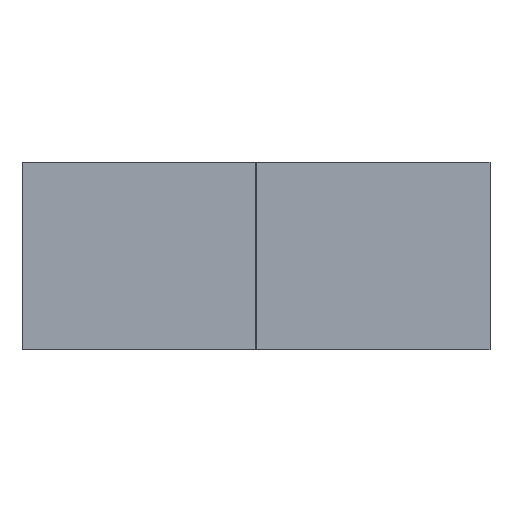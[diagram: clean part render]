
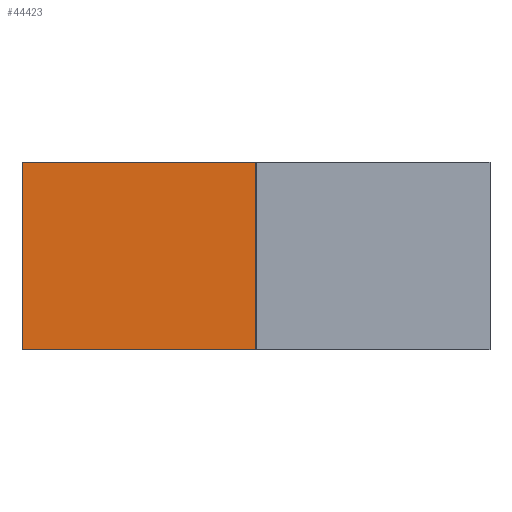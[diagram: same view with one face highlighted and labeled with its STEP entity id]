
A CAD part, top view. The second image highlights one B-rep face of the part: STEP entity #44423.
In plain terms, the highlighted planar face has unit normal (0, 0, 1).
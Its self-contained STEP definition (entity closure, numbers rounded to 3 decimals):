
#2568=FACE_OUTER_BOUND('',#4805,.T.);
#4805=EDGE_LOOP('',(#27767,#27768,#27769,#27770));
#7291=LINE('',#62580,#12150);
#7295=LINE('',#62589,#12154);
#7296=LINE('',#62590,#12155);
#7297=LINE('',#62591,#12156);
#12150=VECTOR('',#50369,10.);
#12154=VECTOR('',#50375,10.);
#12155=VECTOR('',#50376,10.);
#12156=VECTOR('',#50377,10.);
#17009=VERTEX_POINT('',#62578);
#17010=VERTEX_POINT('',#62579);
#17013=VERTEX_POINT('',#62587);
#17014=VERTEX_POINT('',#62588);
#21259=EDGE_CURVE('',#17009,#17010,#7291,.T.);
#21263=EDGE_CURVE('',#17013,#17014,#7295,.T.);
#21264=EDGE_CURVE('',#17010,#17013,#7296,.T.);
#21265=EDGE_CURVE('',#17014,#17009,#7297,.T.);
#27767=ORIENTED_EDGE('',*,*,#21263,.F.);
#27768=ORIENTED_EDGE('',*,*,#21264,.F.);
#27769=ORIENTED_EDGE('',*,*,#21259,.F.);
#27770=ORIENTED_EDGE('',*,*,#21265,.F.);
#40772=PLANE('',#46691);
#44423=ADVANCED_FACE('',(#2568),#40772,.T.);
#46691=AXIS2_PLACEMENT_3D('',#62586,#50373,#50374);
#50369=DIRECTION('',(0.,-1.,0.));
#50373=DIRECTION('center_axis',(0.,0.,
1.));
#50374=DIRECTION('ref_axis',(1.,0.,0.));
#50375=DIRECTION('',(0.,1.,0.));
#50376=DIRECTION('',(-1.,0.,0.));
#50377=DIRECTION('',(1.,0.,0.));
#62578=CARTESIAN_POINT('',(-2.5,265.,1.1));
#62579=CARTESIAN_POINT('',(-2.5,-265.,1.1));
#62580=CARTESIAN_POINT('',(-2.5,-265.,1.1));
#62586=CARTESIAN_POINT('Origin',(-331.25,0.,
1.1));
#62587=CARTESIAN_POINT('',(-660.,-265.,1.1));
#62588=CARTESIAN_POINT('',(-660.,265.,1.1));
#62589=CARTESIAN_POINT('',(-660.,265.,1.1));
#62590=CARTESIAN_POINT('',(-660.,-265.,1.1));
#62591=CARTESIAN_POINT('',(-2.5,265.,1.1));
